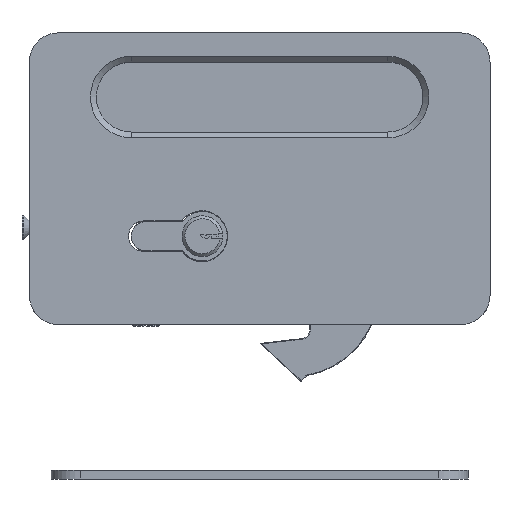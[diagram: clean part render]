
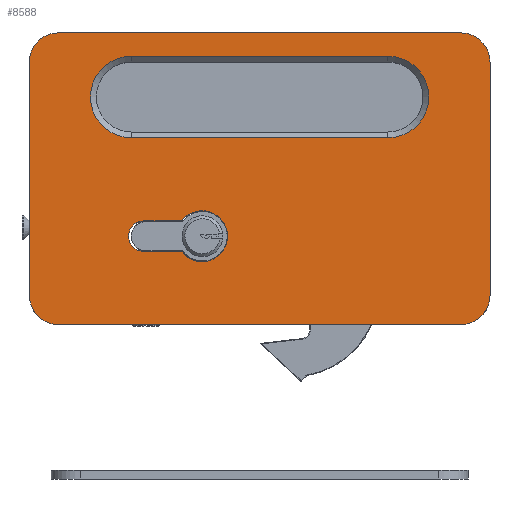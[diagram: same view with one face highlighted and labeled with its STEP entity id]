
A CAD part, top view. The second image highlights one B-rep face of the part: STEP entity #8588.
In plain terms, the highlighted face is planar.
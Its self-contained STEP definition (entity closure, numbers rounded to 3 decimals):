
#436=FACE_BOUND('',#1288,.T.);
#437=FACE_BOUND('',#1289,.T.);
#521=PLANE('',#9453);
#810=FACE_OUTER_BOUND('',#1287,.T.);
#1287=EDGE_LOOP('',(#6233,#6234,#6235,#6236,#6237,#6238,#6239,#6240));
#1288=EDGE_LOOP('',(#6241,#6242,#6243,#6244,#6245));
#1289=EDGE_LOOP('',(#6246,#6247,#6248,#6249));
#1852=LINE('',#13212,#2597);
#1853=LINE('',#13217,#2598);
#1854=LINE('',#13221,#2599);
#1855=LINE('',#13224,#2600);
#1856=LINE('',#13229,#2601);
#1857=LINE('',#13233,#2602);
#1858=LINE('',#13234,#2603);
#1859=LINE('',#13237,#2604);
#1860=LINE('',#13241,#2605);
#2597=VECTOR('',#10677,10.);
#2598=VECTOR('',#10682,10.);
#2599=VECTOR('',#10685,10.);
#2600=VECTOR('',#10688,10.);
#2601=VECTOR('',#10691,10.);
#2602=VECTOR('',#10694,10.);
#2603=VECTOR('',#10695,10.);
#2604=VECTOR('',#10696,10.);
#2605=VECTOR('',#10699,10.);
#3296=CIRCLE('',#9451,10.);
#3297=CIRCLE('',#9454,10.);
#3298=CIRCLE('',#9455,10.);
#3299=CIRCLE('',#9456,10.);
#3300=CIRCLE('',#9457,5.25);
#3301=CIRCLE('',#9458,8.75);
#3302=CIRCLE('',#9459,14.);
#3303=CIRCLE('',#9460,14.);
#3762=VERTEX_POINT('',#13202);
#3763=VERTEX_POINT('',#13204);
#3765=VERTEX_POINT('',#13210);
#3766=VERTEX_POINT('',#13214);
#3767=VERTEX_POINT('',#13216);
#3768=VERTEX_POINT('',#13218);
#3769=VERTEX_POINT('',#13220);
#3770=VERTEX_POINT('',#13222);
#3771=VERTEX_POINT('',#13225);
#3772=VERTEX_POINT('',#13226);
#3773=VERTEX_POINT('',#13228);
#3774=VERTEX_POINT('',#13230);
#3775=VERTEX_POINT('',#13232);
#3776=VERTEX_POINT('',#13235);
#3777=VERTEX_POINT('',#13236);
#3778=VERTEX_POINT('',#13238);
#3779=VERTEX_POINT('',#13240);
#4699=EDGE_CURVE('',#3763,#3762,#3296,.T.);
#4703=EDGE_CURVE('',#3762,#3765,#1852,.T.);
#4704=EDGE_CURVE('',#3765,#3766,#3297,.T.);
#4705=EDGE_CURVE('',#3766,#3767,#1853,.T.);
#4706=EDGE_CURVE('',#3767,#3768,#3298,.T.);
#4707=EDGE_CURVE('',#3768,#3769,#1854,.T.);
#4708=EDGE_CURVE('',#3769,#3770,#3299,.T.);
#4709=EDGE_CURVE('',#3770,#3763,#1855,.T.);
#4710=EDGE_CURVE('',#3771,#3772,#3300,.T.);
#4711=EDGE_CURVE('',#3773,#3771,#1856,.T.);
#4712=EDGE_CURVE('',#3774,#3773,#3301,.T.);
#4713=EDGE_CURVE('',#3775,#3774,#1857,.T.);
#4714=EDGE_CURVE('',#3772,#3775,#1858,.T.);
#4715=EDGE_CURVE('',#3776,#3777,#1859,.T.);
#4716=EDGE_CURVE('',#3777,#3778,#3302,.T.);
#4717=EDGE_CURVE('',#3778,#3779,#1860,.T.);
#4718=EDGE_CURVE('',#3779,#3776,#3303,.T.);
#6233=ORIENTED_EDGE('',*,*,#4699,.T.);
#6234=ORIENTED_EDGE('',*,*,#4703,.T.);
#6235=ORIENTED_EDGE('',*,*,#4704,.T.);
#6236=ORIENTED_EDGE('',*,*,#4705,.T.);
#6237=ORIENTED_EDGE('',*,*,#4706,.T.);
#6238=ORIENTED_EDGE('',*,*,#4707,.T.);
#6239=ORIENTED_EDGE('',*,*,#4708,.T.);
#6240=ORIENTED_EDGE('',*,*,#4709,.T.);
#6241=ORIENTED_EDGE('',*,*,#4710,.F.);
#6242=ORIENTED_EDGE('',*,*,#4711,.F.);
#6243=ORIENTED_EDGE('',*,*,#4712,.F.);
#6244=ORIENTED_EDGE('',*,*,#4713,.F.);
#6245=ORIENTED_EDGE('',*,*,#4714,.F.);
#6246=ORIENTED_EDGE('',*,*,#4715,.T.);
#6247=ORIENTED_EDGE('',*,*,#4716,.T.);
#6248=ORIENTED_EDGE('',*,*,#4717,.T.);
#6249=ORIENTED_EDGE('',*,*,#4718,.T.);
#8588=ADVANCED_FACE('',(#810,#436,#437),#521,.T.);
#9451=AXIS2_PLACEMENT_3D('',#13205,#10670,#10671);
#9453=AXIS2_PLACEMENT_3D('',#13213,#10678,#10679);
#9454=AXIS2_PLACEMENT_3D('',#13215,#10680,#10681);
#9455=AXIS2_PLACEMENT_3D('',#13219,#10683,#10684);
#9456=AXIS2_PLACEMENT_3D('',#13223,#10686,#10687);
#9457=AXIS2_PLACEMENT_3D('',#13227,#10689,#10690);
#9458=AXIS2_PLACEMENT_3D('',#13231,#10692,#10693);
#9459=AXIS2_PLACEMENT_3D('',#13239,#10697,#10698);
#9460=AXIS2_PLACEMENT_3D('',#13242,#10700,#10701);
#10670=DIRECTION('center_axis',(0.,0.,-1.));
#10671=DIRECTION('ref_axis',(-0.707,0.707,0.));
#10677=DIRECTION('',(1.,0.,0.));
#10678=DIRECTION('center_axis',(0.,0.,-1.));
#10679=DIRECTION('ref_axis',(-1.,0.,0.));
#10680=DIRECTION('center_axis',(0.,0.,-1.));
#10681=DIRECTION('ref_axis',(0.707,0.707,0.));
#10682=DIRECTION('',(0.,-1.,0.));
#10683=DIRECTION('center_axis',(0.,0.,-1.));
#10684=DIRECTION('ref_axis',(0.707,-0.707,0.));
#10685=DIRECTION('',(-1.,0.,0.));
#10686=DIRECTION('center_axis',(0.,0.,-1.));
#10687=DIRECTION('ref_axis',(-0.707,-0.707,0.));
#10688=DIRECTION('',(0.,1.,0.));
#10689=DIRECTION('center_axis',(0.,0.,-1.));
#10690=DIRECTION('ref_axis',(0.,-1.,0.));
#10691=DIRECTION('',(1.,0.,0.));
#10692=DIRECTION('center_axis',(0.,0.,-1.));
#10693=DIRECTION('ref_axis',(-0.737,0.676,0.));
#10694=DIRECTION('',(0.,-1.,0.));
#10695=DIRECTION('',(-1.,0.,0.));
#10696=DIRECTION('',(-1.,0.,0.));
#10697=DIRECTION('center_axis',(0.,0.,1.));
#10698=DIRECTION('ref_axis',(0.,1.,0.));
#10699=DIRECTION('',(1.,0.,0.));
#10700=DIRECTION('center_axis',(0.,0.,1.));
#10701=DIRECTION('ref_axis',(0.,-1.,0.));
#13202=CARTESIAN_POINT('',(-148.,100.,0.));
#13204=CARTESIAN_POINT('',(-158.,90.,0.));
#13205=CARTESIAN_POINT('Origin',(-148.,90.,0.));
#13210=CARTESIAN_POINT('',(-10.,100.,0.));
#13212=CARTESIAN_POINT('',(-158.,100.,0.));
#13213=CARTESIAN_POINT('Origin',(-79.,50.,0.));
#13214=CARTESIAN_POINT('',(0.,90.,0.));
#13215=CARTESIAN_POINT('Origin',(-10.,90.,0.));
#13216=CARTESIAN_POINT('',(0.,10.,0.));
#13217=CARTESIAN_POINT('',(0.,100.,0.));
#13218=CARTESIAN_POINT('',(-10.,0.,0.));
#13219=CARTESIAN_POINT('Origin',(-10.,10.,0.));
#13220=CARTESIAN_POINT('',(-148.,0.,0.));
#13221=CARTESIAN_POINT('',(0.,0.,0.));
#13222=CARTESIAN_POINT('',(-158.,10.,0.));
#13223=CARTESIAN_POINT('Origin',(-148.,10.,0.));
#13224=CARTESIAN_POINT('',(-158.,0.,0.));
#13225=CARTESIAN_POINT('',(-39.25,35.5,0.));
#13226=CARTESIAN_POINT('',(-39.25,25.,0.));
#13227=CARTESIAN_POINT('Origin',(-39.25,30.25,0.));
#13228=CARTESIAN_POINT('',(-52.25,35.5,0.));
#13229=CARTESIAN_POINT('',(-65.625,35.5,0.));
#13230=CARTESIAN_POINT('',(-52.802,24.336,0.));
#13231=CARTESIAN_POINT('Origin',(-59.25,30.25,0.));
#13232=CARTESIAN_POINT('',(-52.802,25.,0.));
#13233=CARTESIAN_POINT('',(-52.802,37.5,0.));
#13234=CARTESIAN_POINT('',(-59.125,25.,0.));
#13235=CARTESIAN_POINT('',(-35.,92.,0.));
#13236=CARTESIAN_POINT('',(-123.,92.,0.));
#13237=CARTESIAN_POINT('',(-101.,92.,0.));
#13238=CARTESIAN_POINT('',(-123.,64.,0.));
#13239=CARTESIAN_POINT('Origin',(-123.,78.,0.));
#13240=CARTESIAN_POINT('',(-35.,64.,0.));
#13241=CARTESIAN_POINT('',(-57.,64.,0.));
#13242=CARTESIAN_POINT('Origin',(-35.,78.,0.));
